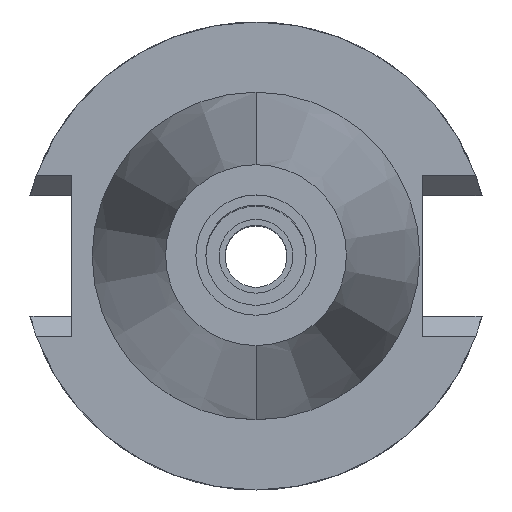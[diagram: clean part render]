
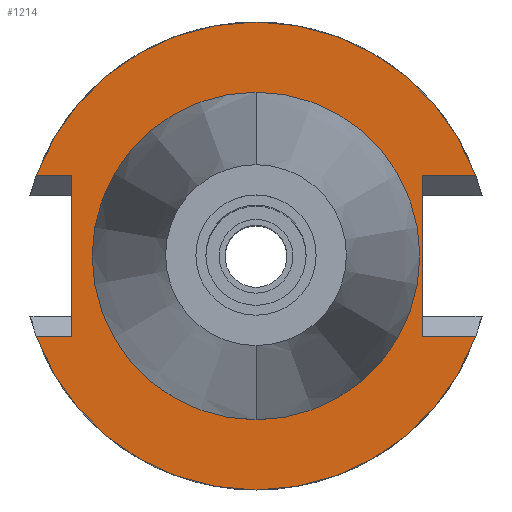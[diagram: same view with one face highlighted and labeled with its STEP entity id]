
A CAD part, top view. The second image highlights one B-rep face of the part: STEP entity #1214.
In plain terms, the highlighted planar face has unit normal (0, 0, 1).
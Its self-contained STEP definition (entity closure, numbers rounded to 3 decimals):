
#53 = VERTEX_POINT ( 'NONE', #1763 ) ;
#78 = ORIENTED_EDGE ( 'NONE', *, *, #1150, .F. ) ;
#128 = LINE ( 'NONE', #1229, #3030 ) ;
#139 = CARTESIAN_POINT ( 'NONE',  ( 0., 0., -1. ) ) ;
#144 = AXIS2_PLACEMENT_3D ( 'NONE', #508, #2548, #939 ) ;
#187 = VERTEX_POINT ( 'NONE', #2575 ) ;
#209 = VECTOR ( 'NONE', #861, 1000. ) ;
#215 = EDGE_LOOP ( 'NONE', ( #643, #3153 ) ) ;
#282 = ORIENTED_EDGE ( 'NONE', *, *, #1737, .F. ) ;
#321 = CIRCLE ( 'NONE', #534, 22.225 ) ;
#483 = CARTESIAN_POINT ( 'NONE',  ( 0., 0., -1. ) ) ;
#488 = LINE ( 'NONE', #2528, #908 ) ;
#495 = CARTESIAN_POINT ( 'NONE',  ( 0., -22.225, -1. ) ) ;
#499 = DIRECTION ( 'NONE',  ( 1., 0., 0. ) ) ;
#508 = CARTESIAN_POINT ( 'NONE',  ( 0., 0., -1. ) ) ;
#524 = CARTESIAN_POINT ( 'NONE',  ( 0., 0., -1. ) ) ;
#534 = AXIS2_PLACEMENT_3D ( 'NONE', #483, #1510, #1702 ) ;
#620 = AXIS2_PLACEMENT_3D ( 'NONE', #139, #1035, #685 ) ;
#638 = EDGE_CURVE ( 'NONE', #53, #2791, #1546, .T. ) ;
#643 = ORIENTED_EDGE ( 'NONE', *, *, #638, .F. ) ;
#685 = DIRECTION ( 'NONE',  ( 0., 1., 0. ) ) ;
#719 = VECTOR ( 'NONE', #1079, 1000. ) ;
#750 = CARTESIAN_POINT ( 'NONE',  ( -24.98, 10.89, -1. ) ) ;
#757 = CARTESIAN_POINT ( 'NONE',  ( -24.98, -10.89, -1. ) ) ;
#861 = DIRECTION ( 'NONE',  ( 0., -1., 0. ) ) ;
#899 = CARTESIAN_POINT ( 'NONE',  ( 22.57, 10.89, -1. ) ) ;
#904 = CIRCLE ( 'NONE', #3215, 31.75 ) ;
#908 = VECTOR ( 'NONE', #2267, 1000. ) ;
#939 = DIRECTION ( 'NONE',  ( 0., 1., 0. ) ) ;
#953 = ORIENTED_EDGE ( 'NONE', *, *, #2225, .F. ) ;
#989 = CARTESIAN_POINT ( 'NONE',  ( 22.57, 10.89, -1. ) ) ;
#1021 = ORIENTED_EDGE ( 'NONE', *, *, #2289, .T. ) ;
#1024 = VERTEX_POINT ( 'NONE', #750 ) ;
#1035 = DIRECTION ( 'NONE',  ( 0., 0., 1. ) ) ;
#1076 = PLANE ( 'NONE',  #3051 ) ;
#1079 = DIRECTION ( 'NONE',  ( -1., 0., 0. ) ) ;
#1090 = CARTESIAN_POINT ( 'NONE',  ( -29.824, -10.89, -1. ) ) ;
#1150 = EDGE_CURVE ( 'NONE', #187, #2433, #2246, .T. ) ;
#1211 = VERTEX_POINT ( 'NONE', #1090 ) ;
#1214 = ADVANCED_FACE ( 'NONE', ( #2361, #2100 ), #1076, .F. ) ;
#1229 = CARTESIAN_POINT ( 'NONE',  ( -24.98, 10.89, -1. ) ) ;
#1376 = CARTESIAN_POINT ( 'NONE',  ( 22.57, -10.89, -1. ) ) ;
#1492 = VERTEX_POINT ( 'NONE', #1376 ) ;
#1510 = DIRECTION ( 'NONE',  ( 0., 0., 1. ) ) ;
#1546 = CIRCLE ( 'NONE', #620, 22.225 ) ;
#1572 = CARTESIAN_POINT ( 'NONE',  ( 22.57, -10.89, -1. ) ) ;
#1582 = LINE ( 'NONE', #1572, #1608 ) ;
#1608 = VECTOR ( 'NONE', #499, 1000. ) ;
#1613 = DIRECTION ( 'NONE',  ( 0., -1., 0. ) ) ;
#1702 = DIRECTION ( 'NONE',  ( 0., -1., 0. ) ) ;
#1719 = DIRECTION ( 'NONE',  ( 0., -1., 0. ) ) ;
#1737 = EDGE_CURVE ( 'NONE', #2855, #1211, #904, .T. ) ;
#1763 = CARTESIAN_POINT ( 'NONE',  ( 0., 22.225, -1. ) ) ;
#1811 = EDGE_CURVE ( 'NONE', #1024, #187, #488, .T. ) ;
#1918 = CARTESIAN_POINT ( 'NONE',  ( 29.824, 10.89, -1. ) ) ;
#1922 = LINE ( 'NONE', #899, #209 ) ;
#1923 = EDGE_LOOP ( 'NONE', ( #1021, #78, #2124, #3286, #2221, #282, #953, #2663 ) ) ;
#1977 = EDGE_CURVE ( 'NONE', #3308, #1492, #1922, .T. ) ;
#1979 = VECTOR ( 'NONE', #2312, 1000. ) ;
#2026 = DIRECTION ( 'NONE',  ( 0., -1., 0. ) ) ;
#2059 = CARTESIAN_POINT ( 'NONE',  ( 22.57, 10.89, -1. ) ) ;
#2100 = FACE_BOUND ( 'NONE', #215, .T. ) ;
#2124 = ORIENTED_EDGE ( 'NONE', *, *, #1811, .F. ) ;
#2134 = CARTESIAN_POINT ( 'NONE',  ( -24.98, -10.89, -1. ) ) ;
#2180 = EDGE_CURVE ( 'NONE', #2791, #53, #321, .T. ) ;
#2221 = ORIENTED_EDGE ( 'NONE', *, *, #3082, .T. ) ;
#2225 = EDGE_CURVE ( 'NONE', #1492, #2855, #1582, .T. ) ;
#2246 = CIRCLE ( 'NONE', #144, 31.75 ) ;
#2267 = DIRECTION ( 'NONE',  ( -1., 0., 0. ) ) ;
#2289 = EDGE_CURVE ( 'NONE', #3308, #2433, #2848, .T. ) ;
#2312 = DIRECTION ( 'NONE',  ( 1., 0., 0. ) ) ;
#2350 = LINE ( 'NONE', #2134, #719 ) ;
#2357 = CARTESIAN_POINT ( 'NONE',  ( 0., 0., -1. ) ) ;
#2361 = FACE_OUTER_BOUND ( 'NONE', #1923, .T. ) ;
#2397 = VERTEX_POINT ( 'NONE', #757 ) ;
#2433 = VERTEX_POINT ( 'NONE', #1918 ) ;
#2528 = CARTESIAN_POINT ( 'NONE',  ( -24.98, 10.89, -1. ) ) ;
#2548 = DIRECTION ( 'NONE',  ( 0., 0., -1. ) ) ;
#2575 = CARTESIAN_POINT ( 'NONE',  ( -29.824, 10.89, -1. ) ) ;
#2663 = ORIENTED_EDGE ( 'NONE', *, *, #1977, .F. ) ;
#2684 = EDGE_CURVE ( 'NONE', #1024, #2397, #128, .T. ) ;
#2743 = DIRECTION ( 'NONE',  ( 0., 0., -1. ) ) ;
#2791 = VERTEX_POINT ( 'NONE', #495 ) ;
#2848 = LINE ( 'NONE', #2059, #1979 ) ;
#2855 = VERTEX_POINT ( 'NONE', #3064 ) ;
#3030 = VECTOR ( 'NONE', #1719, 1000. ) ;
#3051 = AXIS2_PLACEMENT_3D ( 'NONE', #524, #3135, #1613 ) ;
#3064 = CARTESIAN_POINT ( 'NONE',  ( 29.824, -10.89, -1. ) ) ;
#3082 = EDGE_CURVE ( 'NONE', #2397, #1211, #2350, .T. ) ;
#3135 = DIRECTION ( 'NONE',  ( 0., 0., -1. ) ) ;
#3153 = ORIENTED_EDGE ( 'NONE', *, *, #2180, .F. ) ;
#3215 = AXIS2_PLACEMENT_3D ( 'NONE', #2357, #2743, #2026 ) ;
#3286 = ORIENTED_EDGE ( 'NONE', *, *, #2684, .T. ) ;
#3308 = VERTEX_POINT ( 'NONE', #989 ) ;
